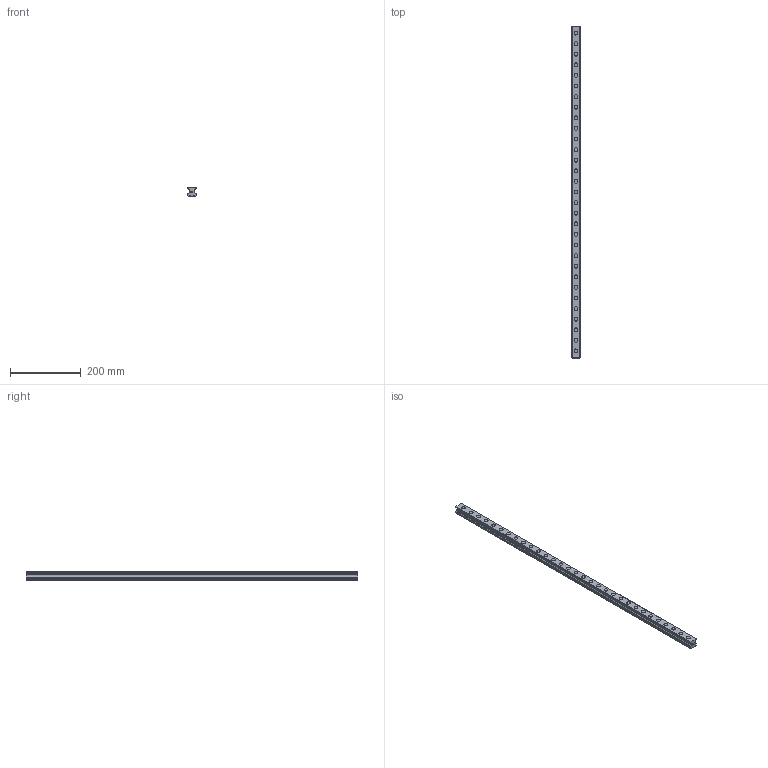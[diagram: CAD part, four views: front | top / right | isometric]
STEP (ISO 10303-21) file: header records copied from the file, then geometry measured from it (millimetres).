
FILE_DESCRIPTION(('STEP AP214'),'1');
FILE_NAME('cctmp_8054C6B8-DB20-47DC-96FC-168F5E62FB89_2021_03_11_09_39_20_0931..stp','2021-03-11T08:39:21',('HIWIN GmbH'),('CADClick - www.CADClick.com'),'Spatial InterOp 3D',' ','unknown authorization');
FILE_SCHEMA(('AUTOMOTIVE_DESIGN'));
Length unit declared in the file: millimetre
Products named in the file (1): RGR25R940H_FILE
Bounding box: 23 x 940 x 23.6 mm (x, y, z)
Volume: 377400.9 mm3; surface area: 117020.1 mm2
Topology: 1 solids, 1 shells, 396 faces, 891 edges, 594 vertices
Faces by surface type: cylinder 204, plane 192
Entity records: 14395 total; most frequent: DIRECTION 2093, CARTESIAN_POINT 1882, ORIENTED_EDGE 1782, EDGE_CURVE 891, AXIS2_PLACEMENT_3D 805, VERTEX_POINT 594, EDGE_LOOP 493, LINE 483
